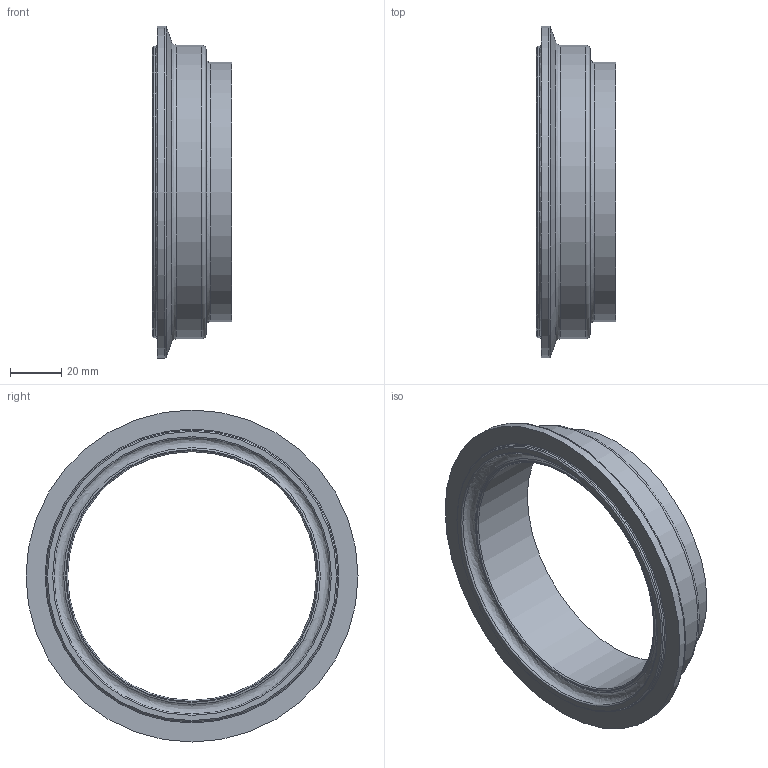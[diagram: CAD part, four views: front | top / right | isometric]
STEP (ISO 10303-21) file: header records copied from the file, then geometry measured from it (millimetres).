
FILE_DESCRIPTION((''),'2;1');
FILE_NAME('10171400X000.stp','2010-09-02T16:05:45',('thilbrands'),(''),'Autodesk Inventor 2008','Autodesk Inventor 2008','');
FILE_SCHEMA(('AUTOMOTIVE_DESIGN { 1 0 10303 214 1 1 1 1 }'));
Length unit declared in the file: millimetre
Products named in the file (1): 10171100X000
Bounding box: 31 x 130 x 130 mm (x, y, z)
Volume: 74869.8 mm3; surface area: 30707.6 mm2
Topology: 1 solids, 1 shells, 21 faces, 37 edges, 21 vertices
Faces by surface type: plane 5, cylinder 5, torus 5, bspline 4, cone 2
Full cylindrical faces by diameter (mm): 97.38 x1, 101.6 x1, 114.2 x1, 115 x1, 130 x1
Entity records: 632 total; most frequent: CARTESIAN_POINT 258, DIRECTION 78, ORIENTED_EDGE 42, EDGE_LOOP 42, AXIS2_PLACEMENT_3D 39, VERTEX_POINT 21, CIRCLE 21, EDGE_CURVE 21
